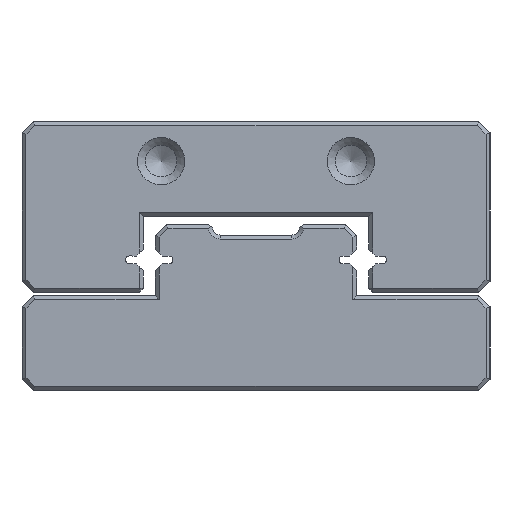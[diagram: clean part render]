
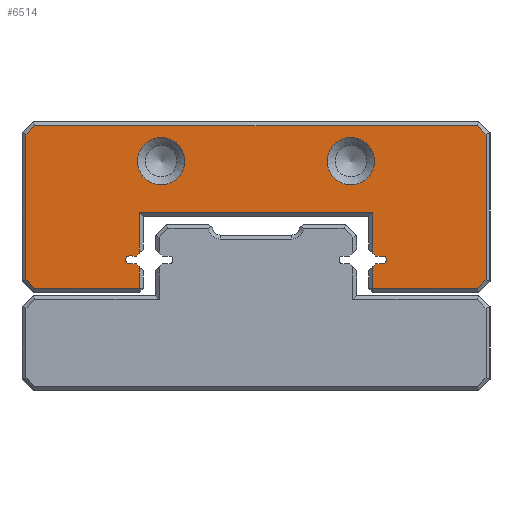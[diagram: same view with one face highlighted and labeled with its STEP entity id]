
A CAD part, left-side view. The second image highlights one B-rep face of the part: STEP entity #6514.
In plain terms, the highlighted planar face has unit normal (-1, 0, 0).
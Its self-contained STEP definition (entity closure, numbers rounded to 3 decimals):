
#5271=FACE_BOUND('',#10241,.T.);
#5272=FACE_BOUND('',#10242,.T.);
#5273=FACE_BOUND('',#10243,.T.);
#5945=CIRCLE('',#28517,0.25);
#5968=CIRCLE('',#28548,0.25);
#5972=CIRCLE('',#28558,1.5);
#5973=CIRCLE('',#28559,1.5);
#6514=ADVANCED_FACE('',(#5271,#5272,#5273),#7826,.T.);
#7826=PLANE('',#28560);
#10241=EDGE_LOOP('',(#13548,#13549,#13550,#13551,#13552,#13553,#13554,#13555,
#13556,#13557,#13558,#13559,#13560,#13561,#13562,#13563,#13564,#13565,#13566,
#13567,#13568,#13569,#13570,#13571));
#10242=EDGE_LOOP('',(#13572));
#10243=EDGE_LOOP('',(#13573));
#13548=ORIENTED_EDGE('',*,*,#21302,.F.);
#13549=ORIENTED_EDGE('',*,*,#21341,.T.);
#13550=ORIENTED_EDGE('',*,*,#21342,.T.);
#13551=ORIENTED_EDGE('',*,*,#21343,.T.);
#13552=ORIENTED_EDGE('',*,*,#21267,.F.);
#13553=ORIENTED_EDGE('',*,*,#21261,.F.);
#13554=ORIENTED_EDGE('',*,*,#21258,.F.);
#13555=ORIENTED_EDGE('',*,*,#21255,.F.);
#13556=ORIENTED_EDGE('',*,*,#21253,.F.);
#13557=ORIENTED_EDGE('',*,*,#21344,.T.);
#13558=ORIENTED_EDGE('',*,*,#21345,.T.);
#13559=ORIENTED_EDGE('',*,*,#21346,.T.);
#13560=ORIENTED_EDGE('',*,*,#21347,.T.);
#13561=ORIENTED_EDGE('',*,*,#21348,.T.);
#13562=ORIENTED_EDGE('',*,*,#21349,.T.);
#13563=ORIENTED_EDGE('',*,*,#21350,.T.);
#13564=ORIENTED_EDGE('',*,*,#21351,.T.);
#13565=ORIENTED_EDGE('',*,*,#21352,.T.);
#13566=ORIENTED_EDGE('',*,*,#21353,.T.);
#13567=ORIENTED_EDGE('',*,*,#21354,.T.);
#13568=ORIENTED_EDGE('',*,*,#21316,.F.);
#13569=ORIENTED_EDGE('',*,*,#21310,.F.);
#13570=ORIENTED_EDGE('',*,*,#21307,.F.);
#13571=ORIENTED_EDGE('',*,*,#21304,.F.);
#13572=ORIENTED_EDGE('',*,*,#21355,.T.);
#13573=ORIENTED_EDGE('',*,*,#21356,.T.);
#18845=VERTEX_POINT('',#38375);
#18846=VERTEX_POINT('',#38377);
#18847=VERTEX_POINT('',#38381);
#18849=VERTEX_POINT('',#38387);
#18851=VERTEX_POINT('',#38393);
#18856=VERTEX_POINT('',#38405);
#18886=VERTEX_POINT('',#38473);
#18887=VERTEX_POINT('',#38475);
#18888=VERTEX_POINT('',#38479);
#18890=VERTEX_POINT('',#38485);
#18892=VERTEX_POINT('',#38491);
#18897=VERTEX_POINT('',#38503);
#18918=VERTEX_POINT('',#38553);
#18919=VERTEX_POINT('',#38555);
#18920=VERTEX_POINT('',#38558);
#18921=VERTEX_POINT('',#38560);
#18922=VERTEX_POINT('',#38562);
#18923=VERTEX_POINT('',#38564);
#18924=VERTEX_POINT('',#38566);
#18925=VERTEX_POINT('',#38568);
#18926=VERTEX_POINT('',#38570);
#18927=VERTEX_POINT('',#38572);
#18928=VERTEX_POINT('',#38574);
#18929=VERTEX_POINT('',#38576);
#18930=VERTEX_POINT('',#38579);
#18931=VERTEX_POINT('',#38581);
#21253=EDGE_CURVE('',#18845,#18846,#24027,.T.);
#21255=EDGE_CURVE('',#18846,#18847,#24029,.T.);
#21258=EDGE_CURVE('',#18847,#18849,#5945,.T.);
#21261=EDGE_CURVE('',#18849,#18851,#24033,.T.);
#21267=EDGE_CURVE('',#18851,#18856,#24039,.T.);
#21302=EDGE_CURVE('',#18886,#18887,#24053,.T.);
#21304=EDGE_CURVE('',#18887,#18888,#24055,.T.);
#21307=EDGE_CURVE('',#18888,#18890,#5968,.T.);
#21310=EDGE_CURVE('',#18890,#18892,#24059,.T.);
#21316=EDGE_CURVE('',#18892,#18897,#24065,.T.);
#21341=EDGE_CURVE('',#18886,#18918,#24088,.T.);
#21342=EDGE_CURVE('',#18918,#18919,#24089,.T.);
#21343=EDGE_CURVE('',#18919,#18856,#24090,.T.);
#21344=EDGE_CURVE('',#18845,#18920,#24091,.T.);
#21345=EDGE_CURVE('',#18920,#18921,#24092,.T.);
#21346=EDGE_CURVE('',#18921,#18922,#24093,.T.);
#21347=EDGE_CURVE('',#18922,#18923,#24094,.T.);
#21348=EDGE_CURVE('',#18923,#18924,#24095,.T.);
#21349=EDGE_CURVE('',#18924,#18925,#24096,.T.);
#21350=EDGE_CURVE('',#18925,#18926,#24097,.T.);
#21351=EDGE_CURVE('',#18926,#18927,#24098,.T.);
#21352=EDGE_CURVE('',#18927,#18928,#24099,.T.);
#21353=EDGE_CURVE('',#18928,#18929,#24100,.T.);
#21354=EDGE_CURVE('',#18929,#18897,#24101,.T.);
#21355=EDGE_CURVE('',#18930,#18930,#5972,.T.);
#21356=EDGE_CURVE('',#18931,#18931,#5973,.T.);
#24027=LINE('',#38376,#26405);
#24029=LINE('',#38380,#26407);
#24033=LINE('',#38392,#26411);
#24039=LINE('',#38404,#26417);
#24053=LINE('',#38474,#26431);
#24055=LINE('',#38478,#26433);
#24059=LINE('',#38490,#26437);
#24065=LINE('',#38502,#26443);
#24088=LINE('',#38552,#26466);
#24089=LINE('',#38554,#26467);
#24090=LINE('',#38556,#26468);
#24091=LINE('',#38557,#26469);
#24092=LINE('',#38559,#26470);
#24093=LINE('',#38561,#26471);
#24094=LINE('',#38563,#26472);
#24095=LINE('',#38565,#26473);
#24096=LINE('',#38567,#26474);
#24097=LINE('',#38569,#26475);
#24098=LINE('',#38571,#26476);
#24099=LINE('',#38573,#26477);
#24100=LINE('',#38575,#26478);
#24101=LINE('',#38577,#26479);
#26405=VECTOR('',#31591,1.);
#26407=VECTOR('',#31595,1.);
#26411=VECTOR('',#31607,1.);
#26417=VECTOR('',#31615,1.);
#26431=VECTOR('',#31679,1.);
#26433=VECTOR('',#31683,1.);
#26437=VECTOR('',#31695,1.);
#26443=VECTOR('',#31703,1.);
#26466=VECTOR('',#31738,1.);
#26467=VECTOR('',#31739,1.);
#26468=VECTOR('',#31740,1.);
#26469=VECTOR('',#31741,1.);
#26470=VECTOR('',#31742,1.);
#26471=VECTOR('',#31743,1.);
#26472=VECTOR('',#31744,1.);
#26473=VECTOR('',#31745,1.);
#26474=VECTOR('',#31746,1.);
#26475=VECTOR('',#31747,1.);
#26476=VECTOR('',#31748,1.);
#26477=VECTOR('',#31749,1.);
#26478=VECTOR('',#31750,1.);
#26479=VECTOR('',#31751,1.);
#28517=AXIS2_PLACEMENT_3D('',#38386,#31600,#31601);
#28548=AXIS2_PLACEMENT_3D('',#38484,#31688,#31689);
#28558=AXIS2_PLACEMENT_3D('',#38578,#31752,#31753);
#28559=AXIS2_PLACEMENT_3D('',#38580,#31754,#31755);
#28560=AXIS2_PLACEMENT_3D('',#38582,#31756,#31757);
#31591=DIRECTION('',(0.,-0.707,0.707));
#31595=DIRECTION('',(0.,-1.,0.));
#31600=DIRECTION('',(-1.,0.,0.));
#31601=DIRECTION('',(0.,0.,-1.));
#31607=DIRECTION('',(0.,1.,0.));
#31615=DIRECTION('',(0.,0.707,0.707));
#31679=DIRECTION('',(0.,0.707,-0.707));
#31683=DIRECTION('',(0.,1.,0.));
#31688=DIRECTION('',(-1.,0.,0.));
#31689=DIRECTION('',(0.,0.,1.));
#31695=DIRECTION('',(0.,-1.,0.));
#31703=DIRECTION('',(0.,-0.707,-0.707));
#31738=DIRECTION('',(0.,0.,1.));
#31739=DIRECTION('',(0.,-1.,0.));
#31740=DIRECTION('',(0.,0.,-1.));
#31741=DIRECTION('',(0.,0.,-1.));
#31742=DIRECTION('',(0.,-1.,0.));
#31743=DIRECTION('',(0.,-0.707,0.707));
#31744=DIRECTION('',(0.,0.,1.));
#31745=DIRECTION('',(0.,0.707,0.707));
#31746=DIRECTION('',(0.,1.,0.));
#31747=DIRECTION('',(0.,0.707,-0.707));
#31748=DIRECTION('',(0.,0.,-1.));
#31749=DIRECTION('',(0.,-0.707,-0.707));
#31750=DIRECTION('',(0.,-1.,0.));
#31751=DIRECTION('',(0.,0.,1.));
#31752=DIRECTION('',(1.,0.,0.));
#31753=DIRECTION('',(0.,0.,-1.));
#31754=DIRECTION('',(1.,0.,0.));
#31755=DIRECTION('',(0.,0.,-1.));
#31756=DIRECTION('',(-1.,0.,0.));
#31757=DIRECTION('',(0.,0.,-1.));
#38375=CARTESIAN_POINT('',(80.,7.425,7.814));
#38376=CARTESIAN_POINT('',(80.,7.675,7.564));
#38377=CARTESIAN_POINT('',(80.,7.239,8.));
#38380=CARTESIAN_POINT('',(80.,7.239,8.));
#38381=CARTESIAN_POINT('',(80.,6.8,8.));
#38386=CARTESIAN_POINT('',(80.,6.8,8.25));
#38387=CARTESIAN_POINT('',(80.,6.8,8.5));
#38392=CARTESIAN_POINT('',(80.,6.8,8.5));
#38393=CARTESIAN_POINT('',(80.,7.239,8.5));
#38404=CARTESIAN_POINT('',(80.,7.239,8.5));
#38405=CARTESIAN_POINT('',(80.,7.425,8.686));
#38473=CARTESIAN_POINT('',(80.,22.175,8.686));
#38474=CARTESIAN_POINT('',(80.,21.925,8.936));
#38475=CARTESIAN_POINT('',(80.,22.361,8.5));
#38478=CARTESIAN_POINT('',(80.,22.361,8.5));
#38479=CARTESIAN_POINT('',(80.,22.8,8.5));
#38484=CARTESIAN_POINT('',(80.,22.8,8.25));
#38485=CARTESIAN_POINT('',(80.,22.8,8.));
#38490=CARTESIAN_POINT('',(80.,22.8,8.));
#38491=CARTESIAN_POINT('',(80.,22.361,8.));
#38502=CARTESIAN_POINT('',(80.,22.361,8.));
#38503=CARTESIAN_POINT('',(80.,22.175,7.814));
#38552=CARTESIAN_POINT('',(80.,22.175,11.));
#38553=CARTESIAN_POINT('',(80.,22.175,11.25));
#38554=CARTESIAN_POINT('',(80.,7.675,11.25));
#38555=CARTESIAN_POINT('',(80.,7.425,11.25));
#38556=CARTESIAN_POINT('',(80.,7.425,8.936));
#38557=CARTESIAN_POINT('',(80.,7.425,6.2));
#38558=CARTESIAN_POINT('',(80.,7.425,6.45));
#38559=CARTESIAN_POINT('',(80.,0.7,6.45));
#38560=CARTESIAN_POINT('',(80.,0.804,6.45));
#38561=CARTESIAN_POINT('',(80.,2.902,4.352));
#38562=CARTESIAN_POINT('',(80.,0.25,7.004));
#38563=CARTESIAN_POINT('',(80.,0.25,16.3));
#38564=CARTESIAN_POINT('',(80.,0.25,16.196));
#38565=CARTESIAN_POINT('',(80.,-0.448,15.498));
#38566=CARTESIAN_POINT('',(80.,0.804,16.75));
#38567=CARTESIAN_POINT('',(80.,28.9,16.75));
#38568=CARTESIAN_POINT('',(80.,28.796,16.75));
#38569=CARTESIAN_POINT('',(80.,22.048,23.498));
#38570=CARTESIAN_POINT('',(80.,29.35,16.196));
#38571=CARTESIAN_POINT('',(80.,29.35,6.9));
#38572=CARTESIAN_POINT('',(80.,29.35,7.004));
#38573=CARTESIAN_POINT('',(80.,18.698,-3.648));
#38574=CARTESIAN_POINT('',(80.,28.796,6.45));
#38575=CARTESIAN_POINT('',(80.,21.925,6.45));
#38576=CARTESIAN_POINT('',(80.,22.175,6.45));
#38577=CARTESIAN_POINT('',(80.,22.175,7.564));
#38578=CARTESIAN_POINT('',(80.,8.8,14.5));
#38579=CARTESIAN_POINT('',(80.,8.8,13.));
#38580=CARTESIAN_POINT('',(80.,20.8,14.5));
#38581=CARTESIAN_POINT('',(80.,20.8,13.));
#38582=CARTESIAN_POINT('',(80.,6.8,8.25));
